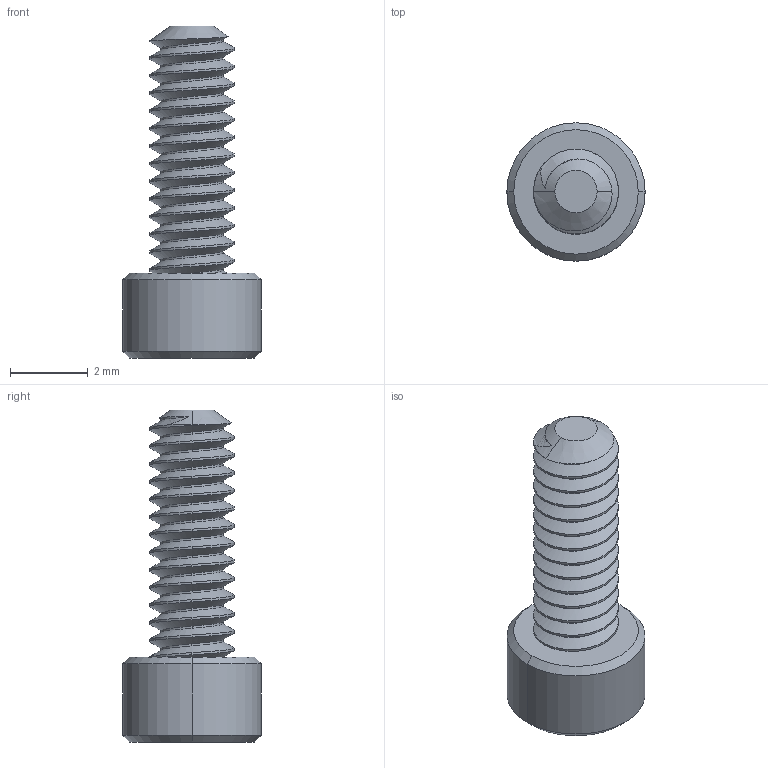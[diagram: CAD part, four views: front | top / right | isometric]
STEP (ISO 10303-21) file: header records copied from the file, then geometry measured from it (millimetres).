
FILE_DESCRIPTION (( 'STEP AP214' ), '1' );
FILE_NAME ('92185A077.STEP', '2020-06-20T15:10:40', ( '' ), ( '' ), 'SwSTEP 2.0', 'SolidWorks 2018', '' );
FILE_SCHEMA (( 'AUTOMOTIVE_DESIGN' ));
Length unit declared in the file: inch
Products named in the file (1): 92185A077
Bounding box: 3.56 x 3.56 x 8.53 mm (x, y, z)
Volume: 33.9 mm3; surface area: 115.2 mm2
Topology: 1 solids, 1 shells, 83 faces, 220 edges, 141 vertices
Faces by surface type: cylinder 58, cone 13, plane 10, bspline 2
Entity records: 3967 total; most frequent: CARTESIAN_POINT 2217, ORIENTED_EDGE 440, DIRECTION 283, EDGE_CURVE 220, VERTEX_POINT 141, AXIS2_PLACEMENT_3D 104, EDGE_LOOP 85, ADVANCED_FACE 83
